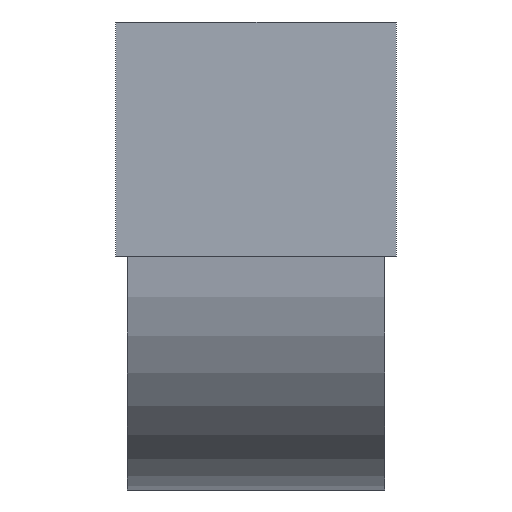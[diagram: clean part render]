
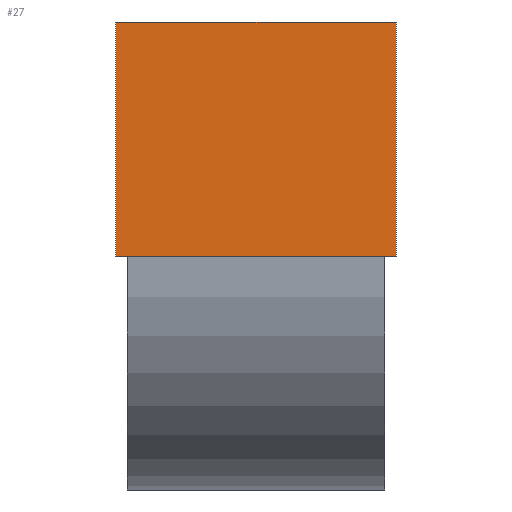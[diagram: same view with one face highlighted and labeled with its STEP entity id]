
A CAD part, left-side view. The second image highlights one B-rep face of the part: STEP entity #27.
In plain terms, the highlighted planar face has unit normal (-1, 0, 0).
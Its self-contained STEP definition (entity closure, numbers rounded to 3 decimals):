
#27 = ADVANCED_FACE ( 'NONE', ( #248 ), #76, .F. ) ;
#37 = CARTESIAN_POINT ( 'NONE',  ( -1.05, 0.6, 0.5 ) ) ;
#38 = CARTESIAN_POINT ( 'NONE',  ( -1.05, 0.6, 0. ) ) ;
#39 = VERTEX_POINT ( 'NONE', #37 ) ;
#43 = VERTEX_POINT ( 'NONE', #38 ) ;
#49 = VERTEX_POINT ( 'NONE', #65 ) ;
#65 = CARTESIAN_POINT ( 'NONE',  ( -1.05, 0., 0. ) ) ;
#68 = CARTESIAN_POINT ( 'NONE',  ( -1.05, 0.6, 0.5 ) ) ;
#76 = PLANE ( 'NONE',  #395 ) ;
#90 = CARTESIAN_POINT ( 'NONE',  ( -1.05, 0., 0.5 ) ) ;
#170 = VERTEX_POINT ( 'NONE', #90 ) ;
#177 = DIRECTION ( 'NONE',  ( 0., 0., -1. ) ) ;
#196 = DIRECTION ( 'NONE',  ( 1., 0., 0. ) ) ;
#248 = FACE_OUTER_BOUND ( 'NONE', #473, .T. ) ;
#292 = LINE ( 'NONE', #572, #303 ) ;
#296 = LINE ( 'NONE', #578, #307 ) ;
#301 = LINE ( 'NONE', #576, #302 ) ;
#302 = VECTOR ( 'NONE', #577, 1000. ) ;
#303 = VECTOR ( 'NONE', #579, 1000. ) ;
#307 = VECTOR ( 'NONE', #583, 1000. ) ;
#340 = LINE ( 'NONE', #623, #341 ) ;
#341 = VECTOR ( 'NONE', #624, 1000. ) ;
#395 = AXIS2_PLACEMENT_3D ( 'NONE', #68, #196, #177 ) ;
#426 = EDGE_CURVE ( 'NONE', #43, #49, #301, .T. ) ;
#427 = EDGE_CURVE ( 'NONE', #43, #39, #292, .T. ) ;
#429 = EDGE_CURVE ( 'NONE', #39, #170, #296, .T. ) ;
#448 = EDGE_CURVE ( 'NONE', #49, #170, #340, .T. ) ;
#459 = ORIENTED_EDGE ( 'NONE', *, *, #427, .F. ) ;
#460 = ORIENTED_EDGE ( 'NONE', *, *, #426, .T. ) ;
#464 = ORIENTED_EDGE ( 'NONE', *, *, #448, .T. ) ;
#473 = EDGE_LOOP ( 'NONE', ( #464, #480, #459, #460 ) ) ;
#480 = ORIENTED_EDGE ( 'NONE', *, *, #429, .F. ) ;
#572 = CARTESIAN_POINT ( 'NONE',  ( -1.05, 0.6, 0.5 ) ) ;
#576 = CARTESIAN_POINT ( 'NONE',  ( -1.05, 0.6, 0. ) ) ;
#577 = DIRECTION ( 'NONE',  ( 0., -1., 0. ) ) ;
#578 = CARTESIAN_POINT ( 'NONE',  ( -1.05, 0.6, 0.5 ) ) ;
#579 = DIRECTION ( 'NONE',  ( 0., 0., 1. ) ) ;
#583 = DIRECTION ( 'NONE',  ( 0., -1., 0. ) ) ;
#623 = CARTESIAN_POINT ( 'NONE',  ( -1.05, 0., 0.5 ) ) ;
#624 = DIRECTION ( 'NONE',  ( 0., 0., 1. ) ) ;
